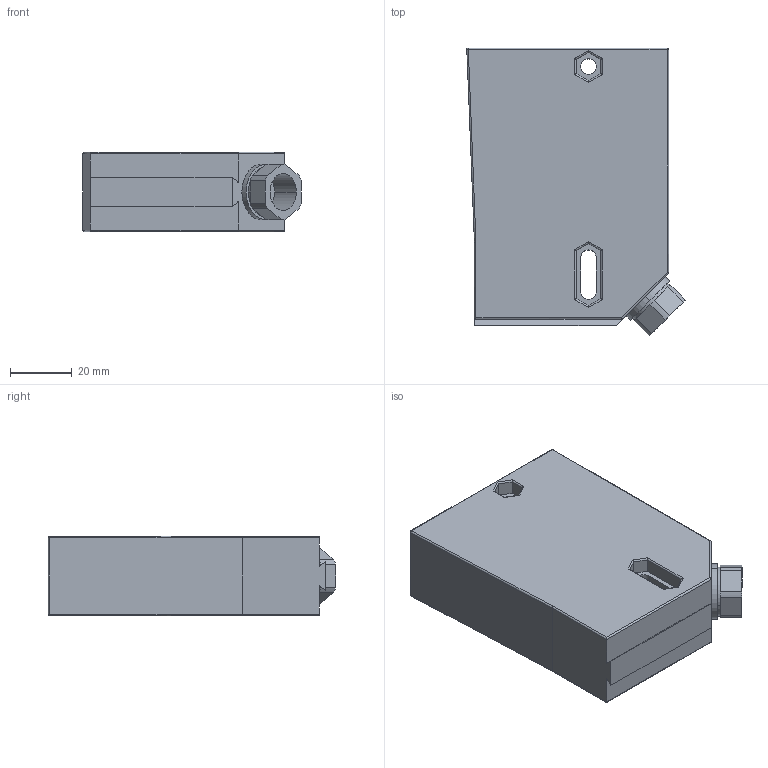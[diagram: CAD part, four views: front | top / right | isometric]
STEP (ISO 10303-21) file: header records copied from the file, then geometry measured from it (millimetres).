
FILE_DESCRIPTION((''),'2;1');
FILE_NAME('RLK28_F400326C','2006-10-19T',('Pepperl+Fuchs'),('IndustrieHansa'),'PRO/ENGINEER BY PARAMETRIC TECHNOLOGY CORPORATION, 2006200','PRO/ENGINEER BY PARAMETRIC TECHNOLOGY CORPORATION, 2006200','');
FILE_SCHEMA(('AUTOMOTIVE_DESIGN_CC2 { 1 2 10303 214 -1 1 5 2 }'));
Length unit declared in the file: millimetre
Products named in the file (1): RLK28_F400326C
Bounding box: 70.87 x 93.39 x 25.8 mm (x, y, z)
Volume: 140576.6 mm3; surface area: 21341.9 mm2
Topology: 1 solids, 1 shells, 110 faces, 271 edges, 186 vertices
Faces by surface type: cylinder 54, plane 52, sphere 4
Entity records: 4476 total; most frequent: CARTESIAN_POINT 736, ORIENTED_EDGE 512, DIRECTION 505, PRESENTATION_STYLE_ASSIGNMENT 305, STYLED_ITEM 283, CURVE_STYLE 274, EDGE_CURVE 256, VECTOR 195
